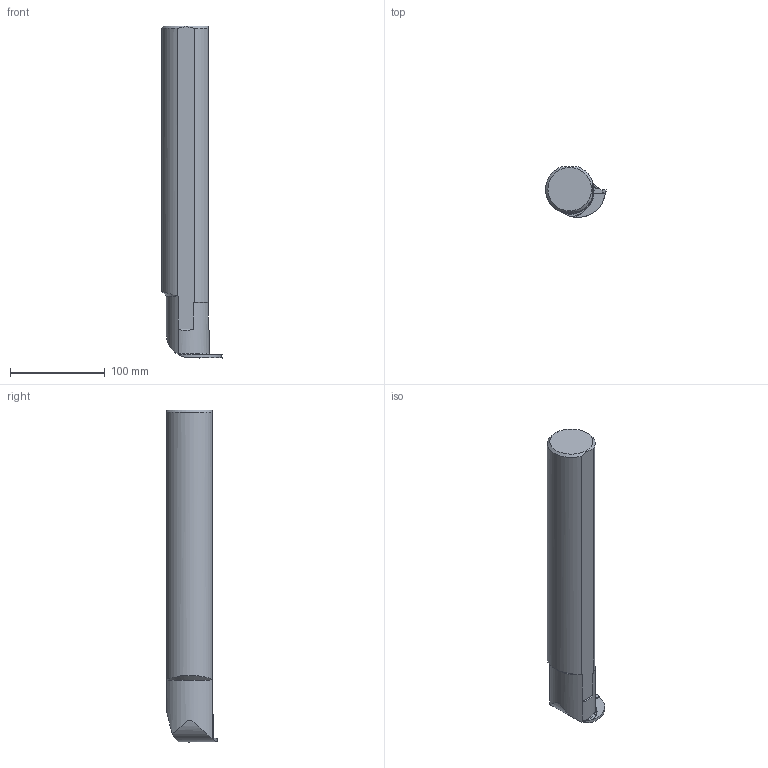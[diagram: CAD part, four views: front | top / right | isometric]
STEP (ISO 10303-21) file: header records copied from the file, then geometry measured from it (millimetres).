
FILE_DESCRIPTION(/* description */ (''),/* implementation_level */ '2;1');
FILE_NAME(/* name */ '1553682506442.stp',/* time_stamp */ '2019-03-27T15:59:07+05:00',/* author */ (''),/* organization */ ('SMS'),/* preprocessor_version */ 'ST-DEVELOPER v15',/* originating_system */ 'SIEMENS PLM Software NX 8.5',/* authorisation */ '');
FILE_SCHEMA (('AUTOMOTIVE_DESIGN { 1 0 10303 214 3 1 1 1 }'));
Length unit declared in the file: millimetre
Products named in the file (4): ASSEMBLY_CONSTRUCTION; 201539468mod000_00; 201701740mod000_00; 201701738mod000_00
Assembly tree (3 placements, depth 2):
  201701738mod000_00
    201701740mod000_00
    201539468mod000_00
    ASSEMBLY_CONSTRUCTION
Bounding box: 64.1 x 52.79 x 350 mm (x, y, z)
Volume: 666120.3 mm3; surface area: 58971.9 mm2
Topology: 2 solids, 2 shells, 68 faces, 193 edges, 135 vertices
Faces by surface type: plane 34, cylinder 19, bspline 9, cone 4, torus 2
Entity records: 2668 total; most frequent: CARTESIAN_POINT 837, ORIENTED_EDGE 380, DIRECTION 317, EDGE_CURVE 190, VERTEX_POINT 127, AXIS2_PLACEMENT_3D 114, LINE 89, VECTOR 89
